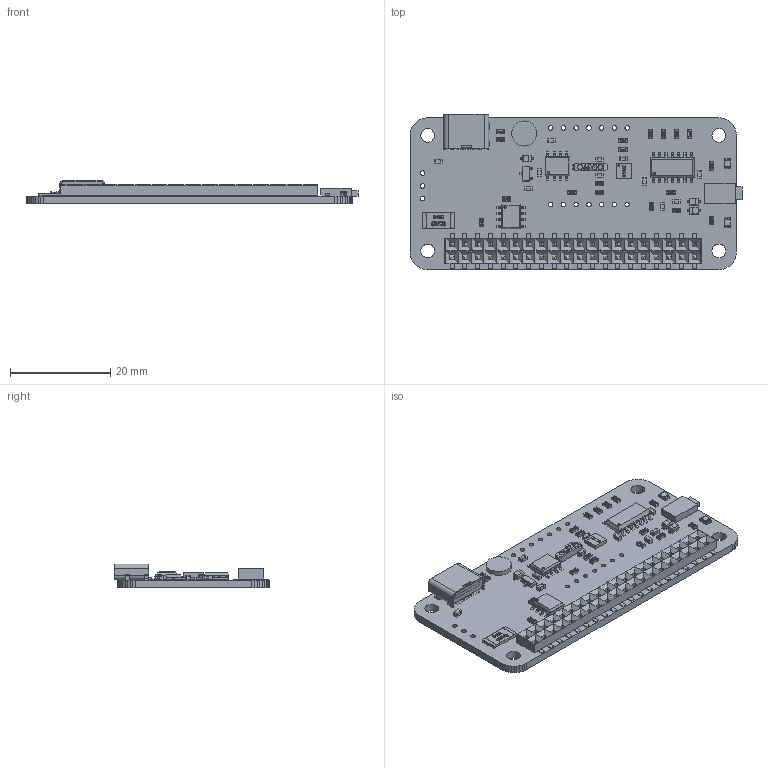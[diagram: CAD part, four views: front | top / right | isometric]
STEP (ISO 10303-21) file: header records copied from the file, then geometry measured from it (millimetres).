
FILE_DESCRIPTION(('FreeCAD Model'),'2;1');
FILE_NAME('Open CASCADE Shape Model','2025-10-17T22:20:08',('Author'),( ''),'Open CASCADE STEP processor 7.8','FreeCAD','Unknown');
FILE_SCHEMA(('AUTOMOTIVE_DESIGN { 1 0 10303 214 1 1 1 1 }'));
Length unit declared in the file: millimetre
Products named in the file (165): PCB; Board; R4; R0607; R0603; R0604; R0605; R0606; C6; User_Library-SMD_CAPACITOR; C1; 559843656; Cylinder; R18; R0612; C5; C7; C8; C9; C3; C11; C12; C13; D1; LED-0817; LED-0805; LED-0806; LED-0807; LED-0808; LED-0809; LED-0810; LED-0811; LED-0812; LED-0813; LED-0814; LED-0815; LED-0816; D2; User_Library-SOD323-1; D3 ...
Assembly tree (257 placements, depth 5):
  PCB
    Board
    R4
      R0607
        R0603
        R0604
        R0605
        R0606
    C6
      User_Library-SMD_CAPACITOR
    C1
      559843656
        Cylinder
    R18
      R0612
        R0603
        R0604
        R0605
        R0606
    C5
      User_Library-SMD_CAPACITOR
    C7
      User_Library-SMD_CAPACITOR
    C8
      User_Library-SMD_CAPACITOR
    C9
      User_Library-SMD_CAPACITOR
    C3
      User_Library-SMD_CAPACITOR
    C11
      User_Library-SMD_CAPACITOR
    C12
      User_Library-SMD_CAPACITOR
    C13
      User_Library-SMD_CAPACITOR
    D1
      LED-0817
        LED-0805
        LED-0806
        LED-0807
        LED-0808
        LED-0809
        LED-0810
        LED-0811
        LED-0812
        LED-0813
        LED-0814
        LED-0815
        LED-0816
    D2
      User_Library-SOD323-1
    D3
      LED-0830
        LED-0805
        LED-0806
        LED-0807
        LED-0808
        LED-0809
        LED-0810
        LED-0811
Bounding box: 66.11 x 30.91 x 4.76 mm (x, y, z)
Volume: 3690 mm3; surface area: 6988.3 mm2
Topology: 185 solids, 185 shells, 4380 faces, 11244 edges, 7262 vertices
Faces by surface type: plane 2945, bspline 774, cylinder 555, sphere 88, cone 10, torus 8
Full cylindrical faces by diameter (mm): 0.8 x8, 0.9 x57, 1.7 x2, 2.75 x4, 5 x1
Entity records: 76801 total; most frequent: CARTESIAN_POINT 16563, ORIENTED_EDGE 10782, DIRECTION 10163, EDGE_CURVE 5391, LINE 4391, VECTOR 4391, VERTEX_POINT 3528, AXIS2_PLACEMENT_3D 2886
